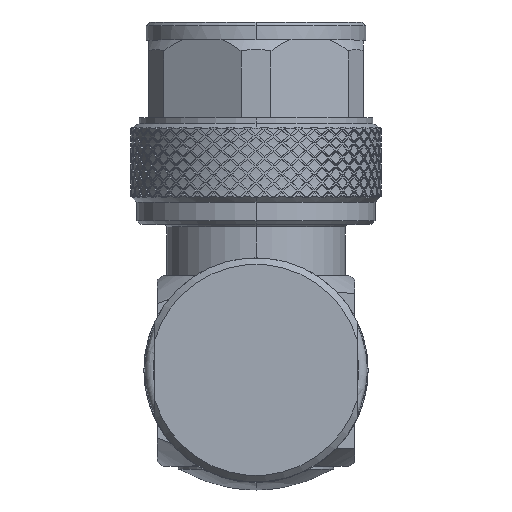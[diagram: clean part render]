
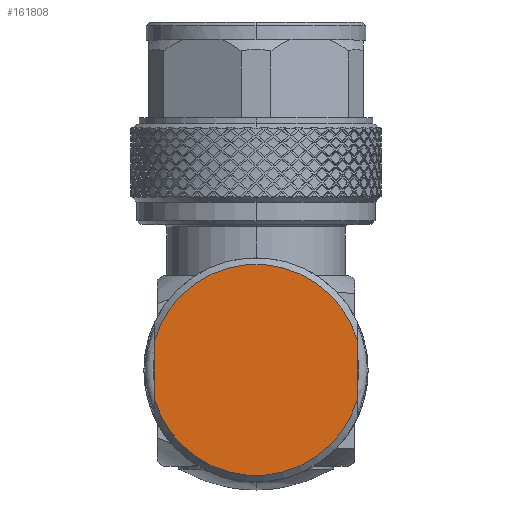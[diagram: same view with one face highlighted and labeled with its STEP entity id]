
A CAD part, top view. The second image highlights one B-rep face of the part: STEP entity #161808.
In plain terms, the highlighted planar face has unit normal (0, 0, 1).
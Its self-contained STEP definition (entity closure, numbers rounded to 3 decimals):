
#42405=CARTESIAN_POINT('',(0.,-9.9,23.));
#42406=DIRECTION('',(0.,0.,1.));
#42407=DIRECTION('',(0.96,0.278,0.));
#42408=AXIS2_PLACEMENT_3D('',#42405,#42406,#42407);
#42449=CARTESIAN_POINT('',(0.,-9.9,23.));
#42450=DIRECTION('',(0.,0.,1.));
#42451=DIRECTION('',(-0.96,-0.278,0.));
#42452=AXIS2_PLACEMENT_3D('',#42449,#42450,#42451);
#42467=DIRECTION('',(0.,-1.,0.));
#42468=VECTOR('',#42467,4.928);
#42469=CARTESIAN_POINT('',(8.5,-7.436,23.));
#42470=LINE('',#42469,#42468);
#42471=DIRECTION('',(0.,1.,0.));
#42472=VECTOR('',#42471,4.928);
#42473=CARTESIAN_POINT('',(-8.5,-12.364,23.));
#42474=LINE('',#42473,#42472);
#48139=CARTESIAN_POINT('',(8.5,-7.436,23.));
#48140=CARTESIAN_POINT('',(8.5,-12.364,23.));
#48141=VERTEX_POINT('',#48139);
#48142=VERTEX_POINT('',#48140);
#48143=CARTESIAN_POINT('',(-8.5,-12.364,23.));
#48144=CARTESIAN_POINT('',(-8.5,-7.436,23.));
#48145=VERTEX_POINT('',#48143);
#48146=VERTEX_POINT('',#48144);
#161795=CARTESIAN_POINT('',(0.,-9.9,23.));
#161796=DIRECTION('',(0.,0.,1.));
#161797=DIRECTION('',(0.,1.,0.));
#161798=AXIS2_PLACEMENT_3D('',#161795,#161796,#161797);
#161799=PLANE('',#161798);
#161801=ORIENTED_EDGE('',*,*,#161800,.T.);
#161802=ORIENTED_EDGE('',*,*,#161786,.F.);
#161804=ORIENTED_EDGE('',*,*,#161803,.T.);
#161805=ORIENTED_EDGE('',*,*,#161761,.F.);
#161806=EDGE_LOOP('',(#161801,#161802,#161804,#161805));
#161807=FACE_OUTER_BOUND('',#161806,.F.);
#42409=CIRCLE('',#42408,8.85);
#42453=CIRCLE('',#42452,8.85);
#161761=EDGE_CURVE('',#48141,#48146,#42409,.T.);
#161786=EDGE_CURVE('',#48145,#48142,#42453,.T.);
#161800=EDGE_CURVE('',#48141,#48142,#42470,.T.);
#161803=EDGE_CURVE('',#48145,#48146,#42474,.T.);
#161808=ADVANCED_FACE('',(#161807),#161799,.T.);
